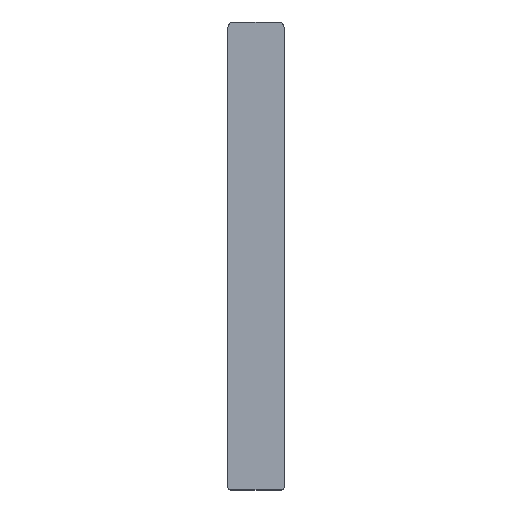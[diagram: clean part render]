
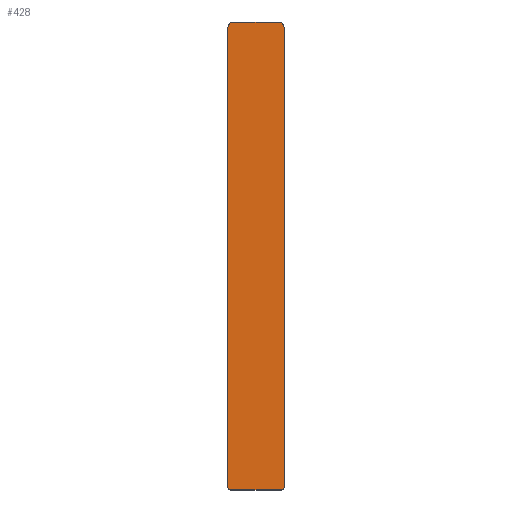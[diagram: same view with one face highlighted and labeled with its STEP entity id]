
A CAD part, top view. The second image highlights one B-rep face of the part: STEP entity #428.
In plain terms, the highlighted planar face has unit normal (0, 0, 1).
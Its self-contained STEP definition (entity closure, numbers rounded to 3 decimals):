
#35 = VERTEX_POINT('',#36);
#36 = CARTESIAN_POINT('',(199.6,-169.673,0.));
#42 = EDGE_CURVE('',#35,#43,#45,.T.);
#43 = VERTEX_POINT('',#44);
#44 = CARTESIAN_POINT('',(199.6,-139.673,0.));
#45 = LINE('',#46,#47);
#46 = CARTESIAN_POINT('',(199.6,-169.673,0.));
#47 = VECTOR('',#48,1.);
#48 = DIRECTION('',(0.,1.,0.));
#73 = EDGE_CURVE('',#43,#74,#76,.T.);
#74 = VERTEX_POINT('',#75);
#75 = CARTESIAN_POINT('',(199.6,48.825,0.));
#76 = LINE('',#77,#78);
#77 = CARTESIAN_POINT('',(199.6,-139.673,0.));
#78 = VECTOR('',#79,1.);
#79 = DIRECTION('',(0.,1.,0.));
#104 = EDGE_CURVE('',#74,#105,#107,.T.);
#105 = VERTEX_POINT('',#106);
#106 = CARTESIAN_POINT('',(199.6,75.825,0.));
#107 = LINE('',#108,#109);
#108 = CARTESIAN_POINT('',(199.6,48.825,0.));
#109 = VECTOR('',#110,1.);
#110 = DIRECTION('',(0.,1.,0.));
#135 = EDGE_CURVE('',#105,#136,#138,.T.);
#136 = VERTEX_POINT('',#137);
#137 = CARTESIAN_POINT('',(202.6,78.825,0.));
#138 = CIRCLE('',#139,3.001);
#139 = AXIS2_PLACEMENT_3D('',#140,#141,#142);
#140 = CARTESIAN_POINT('',(202.601,75.824,0.));
#141 = DIRECTION('',(0.,0.,-1.));
#142 = DIRECTION('',(-1.,0.,0.));
#168 = EDGE_CURVE('',#136,#169,#171,.T.);
#169 = VERTEX_POINT('',#170);
#170 = CARTESIAN_POINT('',(226.6,78.825,0.));
#171 = LINE('',#172,#173);
#172 = CARTESIAN_POINT('',(202.6,78.825,0.));
#173 = VECTOR('',#174,1.);
#174 = DIRECTION('',(1.,0.,0.));
#199 = EDGE_CURVE('',#169,#200,#202,.T.);
#200 = VERTEX_POINT('',#201);
#201 = CARTESIAN_POINT('',(229.6,75.825,0.));
#202 = CIRCLE('',#203,3.001);
#203 = AXIS2_PLACEMENT_3D('',#204,#205,#206);
#204 = CARTESIAN_POINT('',(226.599,75.824,0.));
#205 = DIRECTION('',(0.,0.,-1.));
#206 = DIRECTION('',(0.,1.,0.));
#232 = EDGE_CURVE('',#200,#233,#235,.T.);
#233 = VERTEX_POINT('',#234);
#234 = CARTESIAN_POINT('',(229.6,48.825,0.));
#235 = LINE('',#236,#237);
#236 = CARTESIAN_POINT('',(229.6,75.825,0.));
#237 = VECTOR('',#238,1.);
#238 = DIRECTION('',(0.,-1.,0.));
#263 = EDGE_CURVE('',#233,#264,#266,.T.);
#264 = VERTEX_POINT('',#265);
#265 = CARTESIAN_POINT('',(229.6,-139.675,0.));
#266 = LINE('',#267,#268);
#267 = CARTESIAN_POINT('',(229.6,48.825,0.));
#268 = VECTOR('',#269,1.);
#269 = DIRECTION('',(0.,-1.,0.));
#294 = EDGE_CURVE('',#264,#295,#297,.T.);
#295 = VERTEX_POINT('',#296);
#296 = CARTESIAN_POINT('',(229.6,-169.675,0.));
#297 = LINE('',#298,#299);
#298 = CARTESIAN_POINT('',(229.6,-139.675,0.));
#299 = VECTOR('',#300,1.);
#300 = DIRECTION('',(0.,-1.,0.));
#325 = EDGE_CURVE('',#295,#326,#328,.T.);
#326 = VERTEX_POINT('',#327);
#327 = CARTESIAN_POINT('',(228.1,-171.175,0.));
#328 = CIRCLE('',#329,1.499);
#329 = AXIS2_PLACEMENT_3D('',#330,#331,#332);
#330 = CARTESIAN_POINT('',(228.101,-169.676,0.));
#331 = DIRECTION('',(0.,0.,-1.));
#332 = DIRECTION('',(1.,0.001,0.));
#358 = EDGE_CURVE('',#326,#359,#361,.T.);
#359 = VERTEX_POINT('',#360);
#360 = CARTESIAN_POINT('',(201.1,-171.175,0.));
#361 = LINE('',#362,#363);
#362 = CARTESIAN_POINT('',(228.1,-171.175,0.));
#363 = VECTOR('',#364,1.);
#364 = DIRECTION('',(-1.,0.,0.));
#389 = EDGE_CURVE('',#359,#35,#390,.T.);
#390 = CIRCLE('',#391,1.501);
#391 = AXIS2_PLACEMENT_3D('',#392,#393,#394);
#392 = CARTESIAN_POINT('',(201.101,-169.674,0.));
#393 = DIRECTION('',(0.,0.,-1.));
#394 = DIRECTION('',(0.,-1.,0.));
#428 = ADVANCED_FACE('',(#429),#443,.T.);
#429 = FACE_BOUND('',#430,.F.);
#430 = EDGE_LOOP('',(#431,#432,#433,#434,#435,#436,#437,#438,#439,#440,
    #441,#442));
#431 = ORIENTED_EDGE('',*,*,#42,.T.);
#432 = ORIENTED_EDGE('',*,*,#73,.T.);
#433 = ORIENTED_EDGE('',*,*,#104,.T.);
#434 = ORIENTED_EDGE('',*,*,#135,.T.);
#435 = ORIENTED_EDGE('',*,*,#168,.T.);
#436 = ORIENTED_EDGE('',*,*,#199,.T.);
#437 = ORIENTED_EDGE('',*,*,#232,.T.);
#438 = ORIENTED_EDGE('',*,*,#263,.T.);
#439 = ORIENTED_EDGE('',*,*,#294,.T.);
#440 = ORIENTED_EDGE('',*,*,#325,.T.);
#441 = ORIENTED_EDGE('',*,*,#358,.T.);
#442 = ORIENTED_EDGE('',*,*,#389,.T.);
#443 = PLANE('',#444);
#444 = AXIS2_PLACEMENT_3D('',#445,#446,#447);
#445 = CARTESIAN_POINT('',(199.6,-169.673,0.));
#446 = DIRECTION('',(0.,0.,1.));
#447 = DIRECTION('',(1.,0.,0.));
